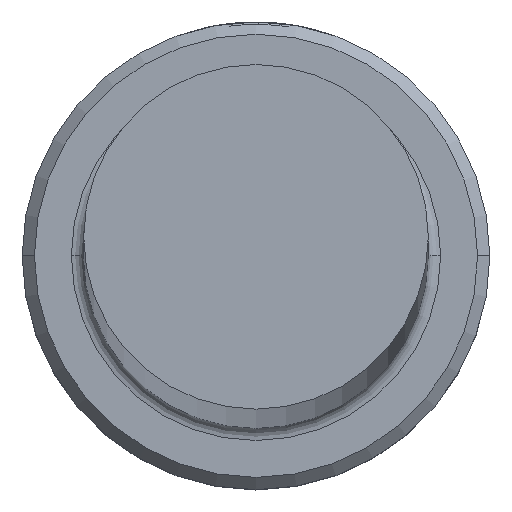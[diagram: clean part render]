
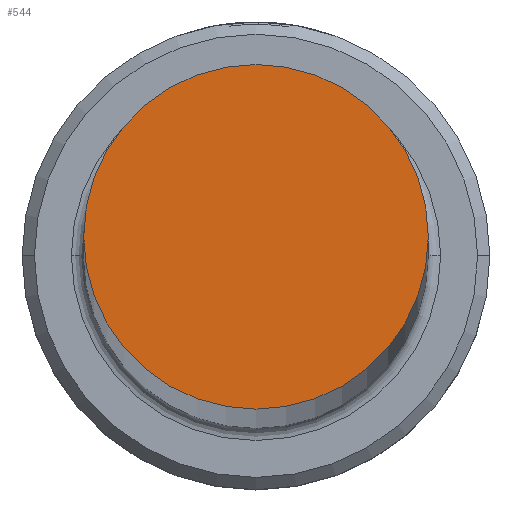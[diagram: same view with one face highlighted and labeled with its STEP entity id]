
A CAD part, top view. The second image highlights one B-rep face of the part: STEP entity #544.
In plain terms, the highlighted planar face has unit normal (0, 0, 1).
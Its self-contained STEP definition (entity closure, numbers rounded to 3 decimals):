
#146 = CARTESIAN_POINT ( 'NONE',  ( 7., 0., 450. ) ) ;
#248 = EDGE_CURVE ( 'NONE', #479, #311, #1053, .T. ) ;
#260 = EDGE_CURVE ( 'NONE', #311, #479, #523, .T. ) ;
#311 = VERTEX_POINT ( 'NONE', #146 ) ;
#328 = DIRECTION ( 'NONE',  ( 1., 0., 0. ) ) ;
#373 = ORIENTED_EDGE ( 'NONE', *, *, #260, .T. ) ;
#405 = CARTESIAN_POINT ( 'NONE',  ( -7., 0., 450. ) ) ;
#417 = PLANE ( 'NONE',  #898 ) ;
#479 = VERTEX_POINT ( 'NONE', #405 ) ;
#501 = AXIS2_PLACEMENT_3D ( 'NONE', #627, #531, #527 ) ;
#523 = CIRCLE ( 'NONE', #501, 7. ) ;
#527 = DIRECTION ( 'NONE',  ( 1., 0., 0. ) ) ;
#531 = DIRECTION ( 'NONE',  ( 0., 0., 1. ) ) ;
#544 = ADVANCED_FACE ( 'NONE', ( #755 ), #417, .T. ) ;
#627 = CARTESIAN_POINT ( 'NONE',  ( 0., 0., 450. ) ) ;
#636 = AXIS2_PLACEMENT_3D ( 'NONE', #1171, #1097, #1093 ) ;
#704 = EDGE_LOOP ( 'NONE', ( #955, #373 ) ) ;
#755 = FACE_OUTER_BOUND ( 'NONE', #704, .T. ) ;
#898 = AXIS2_PLACEMENT_3D ( 'NONE', #999, #910, #328 ) ;
#910 = DIRECTION ( 'NONE',  ( 0., 0., 1. ) ) ;
#955 = ORIENTED_EDGE ( 'NONE', *, *, #248, .T. ) ;
#999 = CARTESIAN_POINT ( 'NONE',  ( 0., 0., 450. ) ) ;
#1053 = CIRCLE ( 'NONE', #636, 7. ) ;
#1093 = DIRECTION ( 'NONE',  ( 1., 0., 0. ) ) ;
#1097 = DIRECTION ( 'NONE',  ( 0., 0., 1. ) ) ;
#1171 = CARTESIAN_POINT ( 'NONE',  ( 0., 0., 450. ) ) ;
